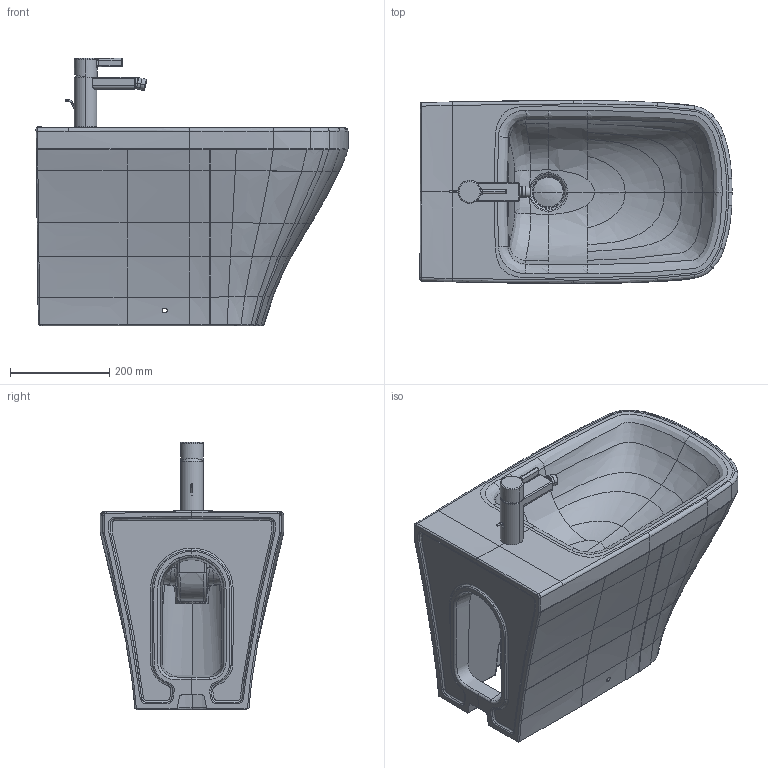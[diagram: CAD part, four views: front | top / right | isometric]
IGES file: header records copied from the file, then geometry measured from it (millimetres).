
Global section: file name: No Iges File Name specified; native system: Autodesk Inventor 2011; preprocessor: AutoDesk Inventor Iges Exporter R2011; author: Administrator; date: 20130527.125112; units: millimetre
Bounding box: 630.07 x 370.01 x 540.49 mm (x, y, z)
Volume: 33764087.5 mm3; surface area: 1441333.7 mm2
Topology: 8 solids, 8 shells, 758 faces, 1821 edges, 1065 vertices
Faces by surface type: bspline 510, plane 83, cylinder 78, revolution 58, torus 18, sphere 7, cone 4
